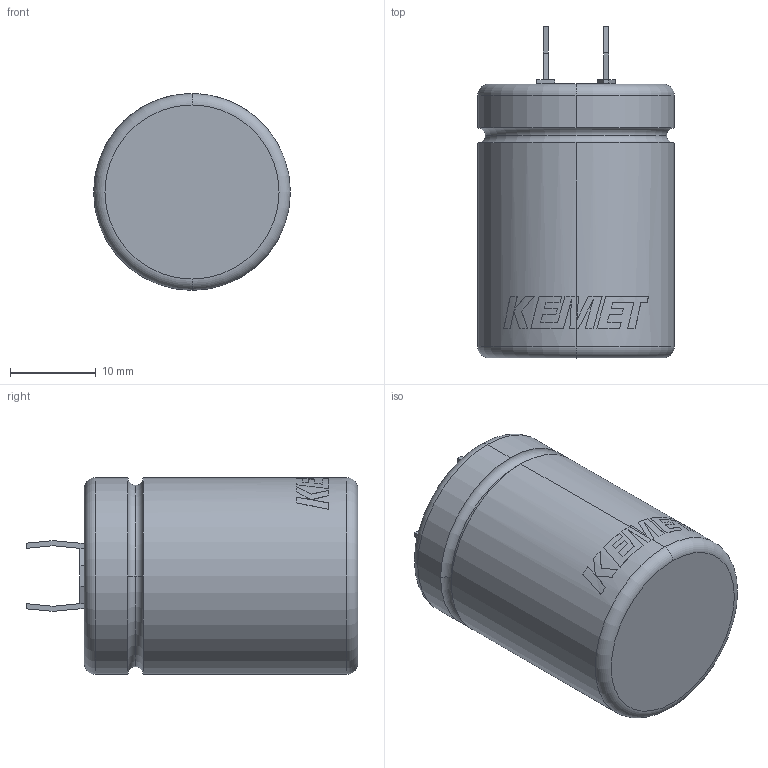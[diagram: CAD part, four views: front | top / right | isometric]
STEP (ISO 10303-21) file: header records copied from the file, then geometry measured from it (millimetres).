
FILE_DESCRIPTION(('STEP AP203'),'1');
FILE_NAME('elh107m400aq2aa.stp','2021-01-27T07:53:35',('TraceParts'),('TraceParts S.A.'),'Spatial InterOp 3D',' ',' ');
FILE_SCHEMA(('CONFIG_CONTROL_DESIGN'));
Length unit declared in the file: millimetre
Products named in the file (1): 1
Bounding box: 23 x 38.79 x 23 mm (x, y, z)
Volume: 13165.3 mm3; surface area: 3167.6 mm2
Topology: 1 solids, 1 shells, 99 faces, 267 edges, 174 vertices
Faces by surface type: plane 50, bspline 31, cylinder 10, torus 8
Entity records: 3316 total; most frequent: CARTESIAN_POINT 1035, ORIENTED_EDGE 534, DIRECTION 364, EDGE_CURVE 267, VERTEX_POINT 174, AXIS2_PLACEMENT_3D 141, B_SPLINE_CURVE_WITH_KNOTS 113, EDGE_LOOP 103
